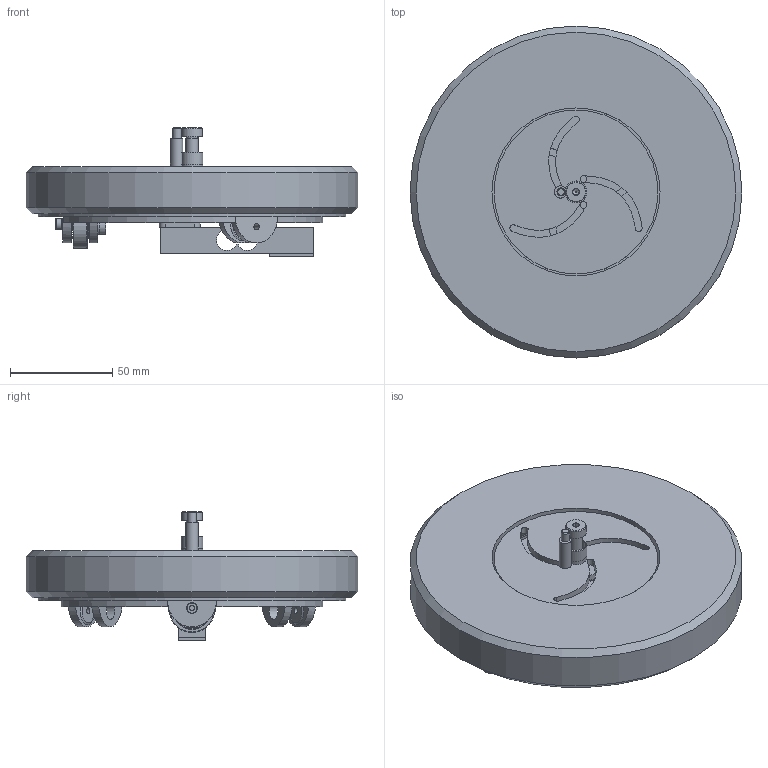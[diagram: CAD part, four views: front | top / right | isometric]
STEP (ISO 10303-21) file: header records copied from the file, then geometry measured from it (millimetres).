
FILE_DESCRIPTION(('FreeCAD Model'),'2;1');
FILE_NAME('Open CASCADE Shape Model','2022-03-12T16:04:11',(''),(''), 'Open CASCADE STEP processor 7.5','FreeCAD','Unknown');
FILE_SCHEMA(('AUTOMOTIVE_DESIGN { 1 0 10303 214 1 1 1 1 }'));
Length unit declared in the file: millimetre
Products named in the file (35): Horizontal_Spool_Holder_with_AutoTightener_v11; Load Cell 5kg; Bottom Bearing Plate; Bearing Pin; Load Cell Bottom Shim; Inner Movable Ring; Bottom Inner Ring; Bottom Outer Ring; Round Jaw; Top Spring Cup; M5x40-Screw; M4x14 Button Head Screw; M3x8mm Socket Head Screw001; M4 x35 Button Head Screw; _08_2RS_Skate_Board_Ball_Bearing; Ball 001; Ball 002; Ball 003; Ball 004; Ball 005; Ball 006; Ball 007; Cage 001; Cage 002; Rivet 001; Rivet 002; Rivet 003; Rivet 004; Rivet 005; Rivet 006; Rivet 007; Outer Ring001; Inner Ring001; Seal 001; Seal 002
Assembly tree (34 placements, depth 3):
  Horizontal_Spool_Holder_with_AutoTightener_v11
    Load Cell 5kg
    Bottom Bearing Plate
    Bearing Pin
    Load Cell Bottom Shim
    Inner Movable Ring
    Bottom Inner Ring
    Bottom Outer Ring
    Round Jaw
    Top Spring Cup
    M5x40-Screw
    M4x14 Button Head Screw
    M3x8mm Socket Head Screw001
    M4 x35 Button Head Screw
    _08_2RS_Skate_Board_Ball_Bearing
      Ball 001
      Ball 002
      Ball 003
      Ball 004
      Ball 005
      Ball 006
      Ball 007
      Cage 001
      Cage 002
      Rivet 001
      Rivet 002
      Rivet 003
      Rivet 004
      Rivet 005
      Rivet 006
      Rivet 007
      Outer Ring001
      Inner Ring001
      Seal 001
      Seal 002
Bounding box: 162 x 162 x 62.75 mm (x, y, z)
Volume: 299508.7 mm3; surface area: 149953.8 mm2
Topology: 33 solids, 33 shells, 626 faces, 1561 edges, 1024 vertices
Faces by surface type: plane 248, cylinder 233, sphere 64, cone 47, extrusion 18, torus 8, revolution 6, bspline 2
Full cylindrical faces by diameter (mm): 0.5 x21, 3 x9, 3.3 x5, 3.4 x1, 4 x10, 5 x1, 5.3 x1, 5.4 x1, 5.7 x2, 6 x2, 7.8 x1, 8 x1, 8.25 x2, 8.3 x3, 9 x1, 9.1 x1, 10 x1, 10.7 x2, 11 x4, 11.4 x2, 12 x4, 13 x2, 17 x2, 18 x4, 18.4 x2, 19 x4, 22 x1, 78 x1, 80 x1, 82 x2
Entity records: 54641 total; most frequent: CARTESIAN_POINT 23301, DIRECTION 5755, ORIENTED_EDGE 3050, PCURVE 3050, DEFINITIONAL_REPRESENTATION 3050, VECTOR 2477, LINE 2459, EDGE_CURVE 1525
